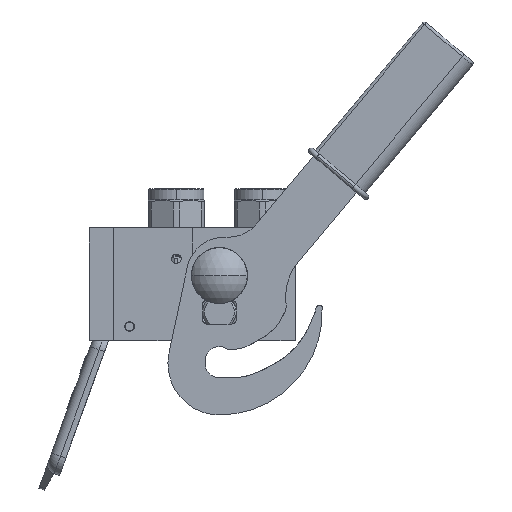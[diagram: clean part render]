
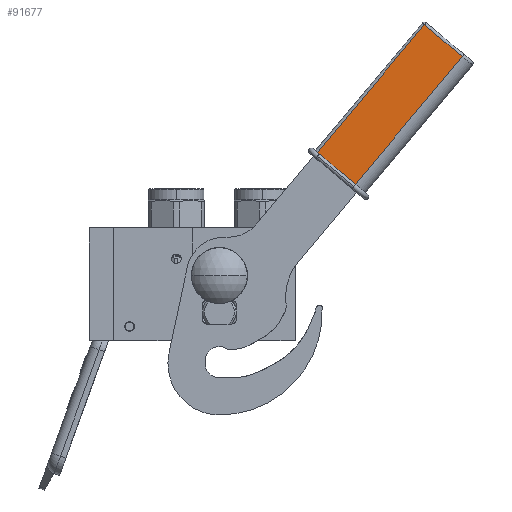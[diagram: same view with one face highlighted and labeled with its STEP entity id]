
A CAD part, front view. The second image highlights one B-rep face of the part: STEP entity #91677.
In plain terms, the highlighted face is planar.
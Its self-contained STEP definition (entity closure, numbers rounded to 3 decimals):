
#1001 = VERTEX_POINT ( 'NONE', #75177 ) ;
#4982 = LINE ( 'NONE', #100829, #60069 ) ;
#6744 = VECTOR ( 'NONE', #78482, 1000. ) ;
#8122 = VERTEX_POINT ( 'NONE', #91773 ) ;
#10700 = ORIENTED_EDGE ( 'NONE', *, *, #41334, .F. ) ;
#21953 = VECTOR ( 'NONE', #85029, 1000. ) ;
#32799 = VECTOR ( 'NONE', #78157, 1000. ) ;
#33809 = DIRECTION ( 'NONE',  ( 0., 0., -1. ) ) ;
#36463 = LINE ( 'NONE', #74905, #21953 ) ;
#36831 = CARTESIAN_POINT ( 'NONE',  ( 8., 3., 16. ) ) ;
#37073 = EDGE_CURVE ( 'NONE', #1001, #41399, #99454, .T. ) ;
#38917 = DIRECTION ( 'NONE',  ( 0., 0., -1. ) ) ;
#41334 = EDGE_CURVE ( 'NONE', #1001, #80839, #4982, .T. ) ;
#41399 = VERTEX_POINT ( 'NONE', #36831 ) ;
#44786 = AXIS2_PLACEMENT_3D ( 'NONE', #109154, #107532, #33809 ) ;
#48974 = CARTESIAN_POINT ( 'NONE',  ( 8., 92., 16. ) ) ;
#53523 = FACE_OUTER_BOUND ( 'NONE', #60694, .T. ) ;
#57710 = EDGE_CURVE ( 'NONE', #41399, #8122, #36463, .T. ) ;
#60069 = VECTOR ( 'NONE', #38917, 1000. ) ;
#60694 = EDGE_LOOP ( 'NONE', ( #10700, #103125, #106785, #106902 ) ) ;
#64474 = CARTESIAN_POINT ( 'NONE',  ( 8., 92., -10.5 ) ) ;
#67445 = EDGE_CURVE ( 'NONE', #8122, #80839, #67608, .T. ) ;
#67608 = LINE ( 'NONE', #68789, #6744 ) ;
#68789 = CARTESIAN_POINT ( 'NONE',  ( 8., 3., -10.5 ) ) ;
#74905 = CARTESIAN_POINT ( 'NONE',  ( 8., 3., 16. ) ) ;
#75177 = CARTESIAN_POINT ( 'NONE',  ( 8., 92., 16. ) ) ;
#78157 = DIRECTION ( 'NONE',  ( 0., -1., 0. ) ) ;
#78482 = DIRECTION ( 'NONE',  ( 0., 1., 0. ) ) ;
#80839 = VERTEX_POINT ( 'NONE', #64474 ) ;
#80848 = PLANE ( 'NONE',  #44786 ) ;
#85029 = DIRECTION ( 'NONE',  ( 0., 0., -1. ) ) ;
#91677 = ADVANCED_FACE ( 'NONE', ( #53523 ), #80848, .T. ) ;
#91773 = CARTESIAN_POINT ( 'NONE',  ( 8., 3., -10.5 ) ) ;
#99454 = LINE ( 'NONE', #48974, #32799 ) ;
#100829 = CARTESIAN_POINT ( 'NONE',  ( 8., 92., 16. ) ) ;
#103125 = ORIENTED_EDGE ( 'NONE', *, *, #37073, .T. ) ;
#106785 = ORIENTED_EDGE ( 'NONE', *, *, #57710, .T. ) ;
#106902 = ORIENTED_EDGE ( 'NONE', *, *, #67445, .T. ) ;
#107532 = DIRECTION ( 'NONE',  ( 1., 0., 0. ) ) ;
#109154 = CARTESIAN_POINT ( 'NONE',  ( 8., 0., 17.5 ) ) ;
